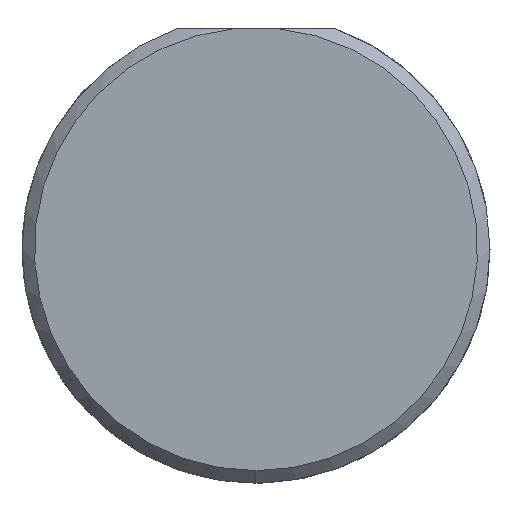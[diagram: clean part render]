
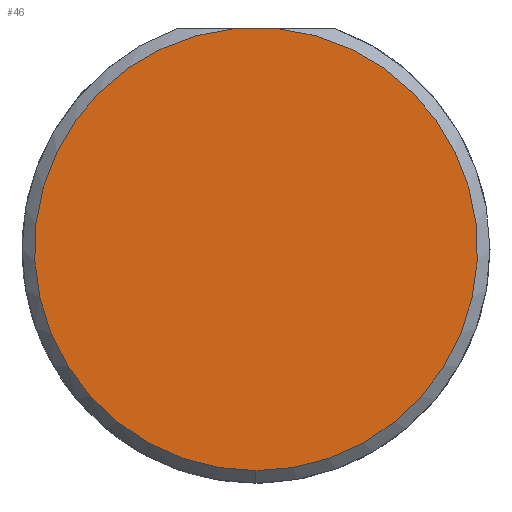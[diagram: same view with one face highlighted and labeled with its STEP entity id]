
A CAD part, left-side view. The second image highlights one B-rep face of the part: STEP entity #46.
In plain terms, the highlighted planar face has unit normal (-1, 0, 0).
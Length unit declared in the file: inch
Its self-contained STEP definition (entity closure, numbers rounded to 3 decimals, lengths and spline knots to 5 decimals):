
#46 = ADVANCED_FACE ( 'NONE', ( #485 ), #70, .F. ) ;
#48 = EDGE_CURVE ( 'NONE', #153, #226, #647, .T. ) ;
#59 = CARTESIAN_POINT ( 'NONE',  ( 0., 0., 0. ) ) ;
#70 = PLANE ( 'NONE',  #660 ) ;
#110 = EDGE_CURVE ( 'NONE', #113, #153, #410, .T. ) ;
#113 = VERTEX_POINT ( 'NONE', #260 ) ;
#149 = CARTESIAN_POINT ( 'NONE',  ( 0., 0.18735, 0.17635 ) ) ;
#153 = VERTEX_POINT ( 'NONE', #305 ) ;
#160 = AXIS2_PLACEMENT_3D ( 'NONE', #686, #242, #513 ) ;
#226 = VERTEX_POINT ( 'NONE', #653 ) ;
#242 = DIRECTION ( 'NONE',  ( -1., 0., 0. ) ) ;
#245 = DIRECTION ( 'NONE',  ( 0., 0., -1. ) ) ;
#257 = DIRECTION ( 'NONE',  ( 1., 0., 0. ) ) ;
#260 = CARTESIAN_POINT ( 'NONE',  ( 0., 0.01881, 0.17635 ) ) ;
#289 = AXIS2_PLACEMENT_3D ( 'NONE', #763, #451, #245 ) ;
#297 = ORIENTED_EDGE ( 'NONE', *, *, #303, .T. ) ;
#303 = EDGE_CURVE ( 'NONE', #226, #113, #708, .T. ) ;
#305 = CARTESIAN_POINT ( 'NONE',  ( 0., 0., -0.17735 ) ) ;
#399 = DIRECTION ( 'NONE',  ( 0., 1., 0. ) ) ;
#410 = CIRCLE ( 'NONE', #289, 0.17735 ) ;
#451 = DIRECTION ( 'NONE',  ( -1., 0., 0. ) ) ;
#453 = ORIENTED_EDGE ( 'NONE', *, *, #48, .T. ) ;
#485 = FACE_OUTER_BOUND ( 'NONE', #617, .T. ) ;
#513 = DIRECTION ( 'NONE',  ( 0., 0., -1. ) ) ;
#573 = DIRECTION ( 'NONE',  ( 0., 0., -1. ) ) ;
#617 = EDGE_LOOP ( 'NONE', ( #297, #670, #453 ) ) ;
#647 = CIRCLE ( 'NONE', #160, 0.17735 ) ;
#653 = CARTESIAN_POINT ( 'NONE',  ( 0., -0.01881, 0.17635 ) ) ;
#660 = AXIS2_PLACEMENT_3D ( 'NONE', #59, #257, #573 ) ;
#670 = ORIENTED_EDGE ( 'NONE', *, *, #110, .T. ) ;
#686 = CARTESIAN_POINT ( 'NONE',  ( 0., 0., 0. ) ) ;
#708 = LINE ( 'NONE', #149, #762 ) ;
#762 = VECTOR ( 'NONE', #399, 39.37008 ) ;
#763 = CARTESIAN_POINT ( 'NONE',  ( 0., 0., 0. ) ) ;
